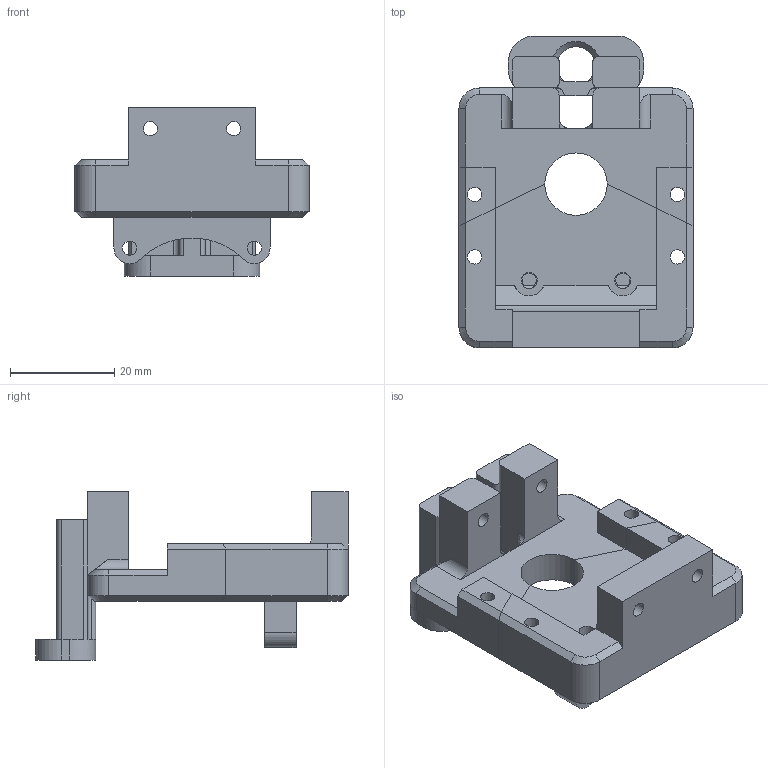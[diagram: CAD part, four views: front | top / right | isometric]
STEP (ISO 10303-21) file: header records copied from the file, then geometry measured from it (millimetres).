
FILE_DESCRIPTION(/* description */ (''),/* implementation_level */ '2;1');
FILE_NAME(/* name */ 'Volcano Hotend Mount.step',/* time_stamp */ '2024-09-15T19:59:39-04:00',/* author */ (''),/* organization */ (''),/* preprocessor_version */ 'ST-DEVELOPER v20',/* originating_system */ 'Autodesk Translation Framework v13.14.0.145',/* authorisation */ '');
FILE_SCHEMA (('AUTOMOTIVE_DESIGN { 1 0 10303 214 3 1 1 }'));
Length unit declared in the file: millimetre
Products named in the file (4): Volcano Hotend Mount; Mount; 3010 Heasink Fan Mount; Touch Mount
Assembly tree (3 placements, depth 3):
  Volcano Hotend Mount
    Mount
      3010 Heasink Fan Mount
      Touch Mount
Bounding box: 45 x 60 x 32.38 mm (x, y, z)
Volume: 23307.8 mm3; surface area: 12772.8 mm2
Topology: 6 solids, 6 shells, 178 faces, 458 edges, 297 vertices
Faces by surface type: plane 103, cylinder 61, cone 14
Full cylindrical faces by diameter (mm): 2.75 x16, 3.1 x2, 7.382 x1
Entity records: 5600 total; most frequent: CARTESIAN_POINT 977, DIRECTION 974, ORIENTED_EDGE 916, EDGE_CURVE 458, AXIS2_PLACEMENT_3D 337, LINE 300, VECTOR 300, VERTEX_POINT 297
